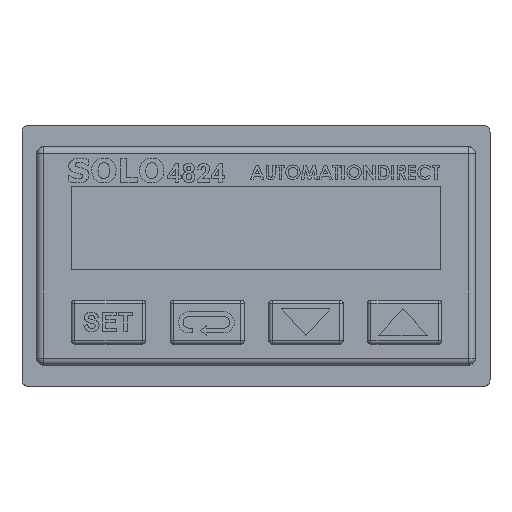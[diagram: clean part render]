
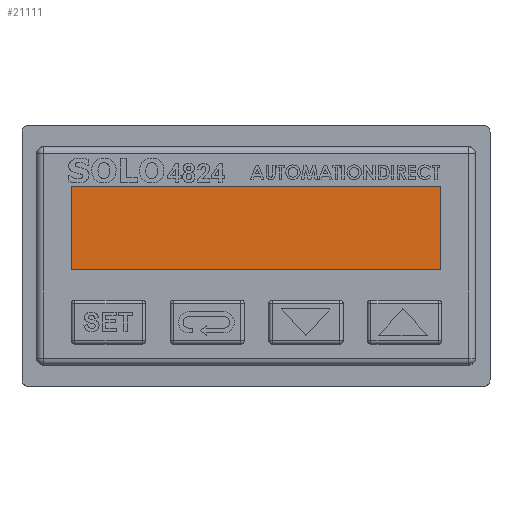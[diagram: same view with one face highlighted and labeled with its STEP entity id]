
A CAD part, top view. The second image highlights one B-rep face of the part: STEP entity #21111.
In plain terms, the highlighted planar face has unit normal (0, 0, 1).
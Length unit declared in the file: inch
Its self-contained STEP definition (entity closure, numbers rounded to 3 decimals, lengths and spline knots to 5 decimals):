
#3351 = PLANE ( 'NONE',  #10912 ) ;
#3352 = CARTESIAN_POINT ( 'NONE',  ( 0.795, -0.06, -0.015 ) ) ;
#3353 = DIRECTION ( 'NONE',  ( 0., 0., 1. ) ) ;
#3354 = DIRECTION ( 'NONE',  ( 1., 0., 0. ) ) ;
#3500 = FACE_OUTER_BOUND ( 'NONE', #12942, .T. ) ;
#10912 = AXIS2_PLACEMENT_3D ( 'NONE', #3352, #3353, #3354 ) ;
#12160 = VECTOR ( 'NONE', #30624, 39.37008 ) ;
#12163 = VECTOR ( 'NONE', #30626, 39.37008 ) ;
#12166 = VECTOR ( 'NONE', #30628, 39.37008 ) ;
#12169 = VECTOR ( 'NONE', #30630, 39.37008 ) ;
#12942 = EDGE_LOOP ( 'NONE', ( #15637, #15639, #15638, #15640 ) ) ;
#14070 = VERTEX_POINT ( 'NONE', #25974 ) ;
#14071 = VERTEX_POINT ( 'NONE', #25975 ) ;
#14072 = VERTEX_POINT ( 'NONE', #25976 ) ;
#14073 = VERTEX_POINT ( 'NONE', #25978 ) ;
#15180 = EDGE_CURVE ( 'NONE', #14071, #14072, #27179, .T. ) ;
#15181 = EDGE_CURVE ( 'NONE', #14070, #14071, #27180, .T. ) ;
#15182 = EDGE_CURVE ( 'NONE', #14072, #14073, #27181, .T. ) ;
#15183 = EDGE_CURVE ( 'NONE', #14073, #14070, #27182, .T. ) ;
#15637 = ORIENTED_EDGE ( 'NONE', *, *, #15181, .T. ) ;
#15638 = ORIENTED_EDGE ( 'NONE', *, *, #15182, .T. ) ;
#15639 = ORIENTED_EDGE ( 'NONE', *, *, #15180, .T. ) ;
#15640 = ORIENTED_EDGE ( 'NONE', *, *, #15183, .T. ) ;
#21111 = ADVANCED_FACE ( 'NONE', ( #3500 ), #3351, .T. ) ;
#25974 = CARTESIAN_POINT ( 'NONE',  ( 0.795, -0.06, -0.015 ) ) ;
#25975 = CARTESIAN_POINT ( 'NONE',  ( 0.795, 0.3, -0.015 ) ) ;
#25976 = CARTESIAN_POINT ( 'NONE',  ( -0.795, 0.3, -0.015 ) ) ;
#25978 = CARTESIAN_POINT ( 'NONE',  ( -0.795, -0.06, -0.015 ) ) ;
#27179 = LINE ( 'NONE', #30623, #12160 ) ;
#27180 = LINE ( 'NONE', #30625, #12163 ) ;
#27181 = LINE ( 'NONE', #30627, #12166 ) ;
#27182 = LINE ( 'NONE', #30629, #12169 ) ;
#30623 = CARTESIAN_POINT ( 'NONE',  ( -0.795, 0.3, -0.015 ) ) ;
#30624 = DIRECTION ( 'NONE',  ( -1., 0., 0. ) ) ;
#30625 = CARTESIAN_POINT ( 'NONE',  ( 0.795, 0.3, -0.015 ) ) ;
#30626 = DIRECTION ( 'NONE',  ( 0., 1., 0. ) ) ;
#30627 = CARTESIAN_POINT ( 'NONE',  ( -0.795, 0.3, -0.015 ) ) ;
#30628 = DIRECTION ( 'NONE',  ( 0., -1., 0. ) ) ;
#30629 = CARTESIAN_POINT ( 'NONE',  ( -0.795, -0.06, -0.015 ) ) ;
#30630 = DIRECTION ( 'NONE',  ( 1., 0., 0. ) ) ;
